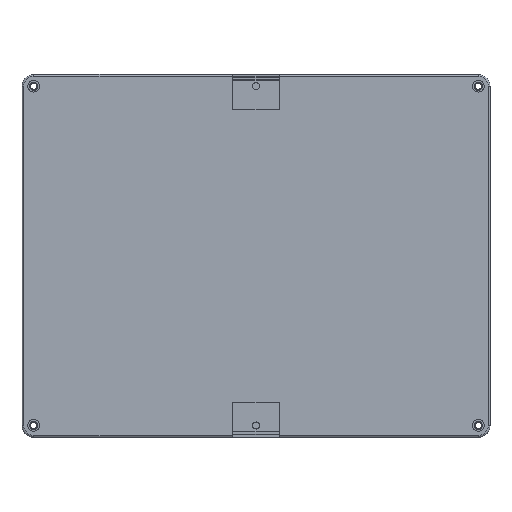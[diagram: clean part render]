
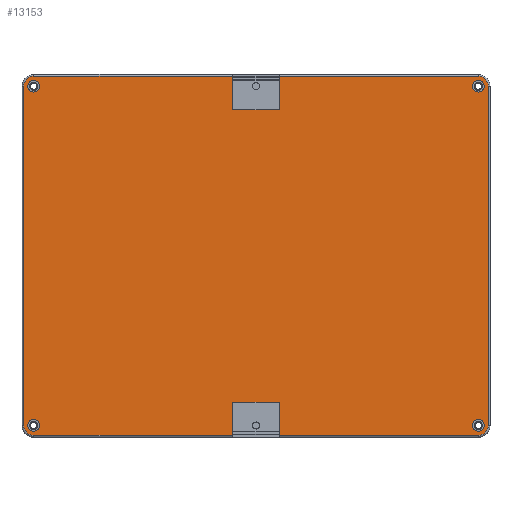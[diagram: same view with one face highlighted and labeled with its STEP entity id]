
A CAD part, top view. The second image highlights one B-rep face of the part: STEP entity #13153.
In plain terms, the highlighted planar face has unit normal (0, 0, 1).
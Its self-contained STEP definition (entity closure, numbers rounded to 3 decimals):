
#11593=CARTESIAN_POINT('',(-190.,-145.,20.));
#11594=DIRECTION('',(0.,0.,-1.));
#11595=DIRECTION('',(-1.,0.,0.));
#11596=AXIS2_PLACEMENT_3D('',#11593,#11594,#11595);
#11601=CARTESIAN_POINT('',(-190.,-145.,20.));
#11602=DIRECTION('',(0.,0.,-1.));
#11603=DIRECTION('',(1.,0.,0.));
#11604=AXIS2_PLACEMENT_3D('',#11601,#11602,#11603);
#11609=CARTESIAN_POINT('',(-190.,145.,20.));
#11610=DIRECTION('',(0.,0.,-1.));
#11611=DIRECTION('',(-1.,0.,0.));
#11612=AXIS2_PLACEMENT_3D('',#11609,#11610,#11611);
#11617=CARTESIAN_POINT('',(-190.,145.,20.));
#11618=DIRECTION('',(0.,0.,-1.));
#11619=DIRECTION('',(1.,0.,0.));
#11620=AXIS2_PLACEMENT_3D('',#11617,#11618,#11619);
#11625=CARTESIAN_POINT('',(190.,145.,20.));
#11626=DIRECTION('',(0.,0.,-1.));
#11627=DIRECTION('',(-1.,0.,0.));
#11628=AXIS2_PLACEMENT_3D('',#11625,#11626,#11627);
#11633=CARTESIAN_POINT('',(190.,145.,20.));
#11634=DIRECTION('',(0.,0.,-1.));
#11635=DIRECTION('',(1.,0.,0.));
#11636=AXIS2_PLACEMENT_3D('',#11633,#11634,#11635);
#11641=CARTESIAN_POINT('',(190.,-145.,20.));
#11642=DIRECTION('',(0.,0.,-1.));
#11643=DIRECTION('',(-1.,0.,0.));
#11644=AXIS2_PLACEMENT_3D('',#11641,#11642,#11643);
#11649=CARTESIAN_POINT('',(190.,-145.,20.));
#11650=DIRECTION('',(0.,0.,-1.));
#11651=DIRECTION('',(1.,0.,0.));
#11652=AXIS2_PLACEMENT_3D('',#11649,#11650,#11651);
#11657=DIRECTION('',(0.,1.,0.));
#11658=VECTOR('',#11657,28.5);
#11659=CARTESIAN_POINT('',(-20.,-153.5,20.));
#11660=LINE('',#11659,#11658);
#11664=DIRECTION('',(0.,-1.,0.));
#11665=VECTOR('',#11664,28.5);
#11666=CARTESIAN_POINT('',(-20.,153.5,20.));
#11667=LINE('',#11666,#11665);
#11671=DIRECTION('',(1.,0.,0.));
#11672=VECTOR('',#11671,40.);
#11673=CARTESIAN_POINT('',(-20.,125.,20.));
#11674=LINE('',#11673,#11672);
#11678=DIRECTION('',(0.,-1.,0.));
#11679=VECTOR('',#11678,28.5);
#11680=CARTESIAN_POINT('',(20.,153.5,20.));
#11681=LINE('',#11680,#11679);
#11685=DIRECTION('',(0.,1.,0.));
#11686=VECTOR('',#11685,28.5);
#11687=CARTESIAN_POINT('',(20.,-153.5,20.));
#11688=LINE('',#11687,#11686);
#11692=DIRECTION('',(-1.,0.,0.));
#11693=VECTOR('',#11692,40.);
#11694=CARTESIAN_POINT('',(20.,-125.,20.));
#11695=LINE('',#11694,#11693);
#11929=CARTESIAN_POINT('',(-190.,-145.,20.));
#11930=DIRECTION('',(0.,0.,1.));
#11931=DIRECTION('',(-1.,0.,0.));
#11932=AXIS2_PLACEMENT_3D('',#11929,#11930,#11931);
#11968=DIRECTION('',(1.,0.,0.));
#11969=VECTOR('',#11968,170.);
#11970=CARTESIAN_POINT('',(-190.,-153.5,20.));
#11971=LINE('',#11970,#11969);
#11975=DIRECTION('',(1.,0.,0.));
#11976=VECTOR('',#11975,170.);
#11977=CARTESIAN_POINT('',(20.,-153.5,20.));
#11978=LINE('',#11977,#11976);
#12361=DIRECTION('',(-1.,0.,0.));
#12362=VECTOR('',#12361,170.);
#12363=CARTESIAN_POINT('',(-20.,153.5,20.));
#12364=LINE('',#12363,#12362);
#12390=DIRECTION('',(-1.,0.,0.));
#12391=VECTOR('',#12390,170.);
#12392=CARTESIAN_POINT('',(190.,153.5,20.));
#12393=LINE('',#12392,#12391);
#12397=CARTESIAN_POINT('',(-190.,145.,20.));
#12398=DIRECTION('',(0.,0.,1.));
#12399=DIRECTION('',(0.,1.,0.));
#12400=AXIS2_PLACEMENT_3D('',#12397,#12398,#12399);
#12421=DIRECTION('',(0.,-1.,0.));
#12422=VECTOR('',#12421,290.);
#12423=CARTESIAN_POINT('',(-198.5,145.,20.));
#12424=LINE('',#12423,#12422);
#12457=CARTESIAN_POINT('',(190.,145.,20.));
#12458=DIRECTION('',(0.,0.,1.));
#12459=DIRECTION('',(1.,0.,0.));
#12460=AXIS2_PLACEMENT_3D('',#12457,#12458,#12459);
#12495=DIRECTION('',(0.,1.,0.));
#12496=VECTOR('',#12495,290.);
#12497=CARTESIAN_POINT('',(198.5,-145.,20.));
#12498=LINE('',#12497,#12496);
#12517=CARTESIAN_POINT('',(190.,-145.,20.));
#12518=DIRECTION('',(0.,0.,1.));
#12519=DIRECTION('',(0.,-1.,0.));
#12520=AXIS2_PLACEMENT_3D('',#12517,#12518,#12519);
#12772=CARTESIAN_POINT('',(-195.,-145.,20.));
#12773=CARTESIAN_POINT('',(-185.,-145.,20.));
#12774=VERTEX_POINT('',#12772);
#12775=VERTEX_POINT('',#12773);
#12780=CARTESIAN_POINT('',(-195.,145.,20.));
#12781=CARTESIAN_POINT('',(-185.,145.,20.));
#12782=VERTEX_POINT('',#12780);
#12783=VERTEX_POINT('',#12781);
#12788=CARTESIAN_POINT('',(185.,145.,20.));
#12789=CARTESIAN_POINT('',(195.,145.,20.));
#12790=VERTEX_POINT('',#12788);
#12791=VERTEX_POINT('',#12789);
#12796=CARTESIAN_POINT('',(185.,-145.,20.));
#12797=CARTESIAN_POINT('',(195.,-145.,20.));
#12798=VERTEX_POINT('',#12796);
#12799=VERTEX_POINT('',#12797);
#12832=CARTESIAN_POINT('',(190.,-153.5,20.));
#12833=CARTESIAN_POINT('',(198.5,-145.,20.));
#12834=VERTEX_POINT('',#12832);
#12835=VERTEX_POINT('',#12833);
#12840=CARTESIAN_POINT('',(198.5,145.,20.));
#12841=VERTEX_POINT('',#12840);
#12844=CARTESIAN_POINT('',(190.,153.5,20.));
#12845=VERTEX_POINT('',#12844);
#12848=CARTESIAN_POINT('',(-190.,153.5,20.));
#12849=CARTESIAN_POINT('',(-198.5,145.,20.));
#12850=VERTEX_POINT('',#12848);
#12851=VERTEX_POINT('',#12849);
#12856=CARTESIAN_POINT('',(-198.5,-145.,20.));
#12857=VERTEX_POINT('',#12856);
#12860=CARTESIAN_POINT('',(-190.,-153.5,20.));
#12861=VERTEX_POINT('',#12860);
#12880=CARTESIAN_POINT('',(-20.,-153.5,20.));
#12881=CARTESIAN_POINT('',(-20.,-125.,20.));
#12882=VERTEX_POINT('',#12880);
#12883=VERTEX_POINT('',#12881);
#12884=CARTESIAN_POINT('',(20.,-153.5,20.));
#12885=CARTESIAN_POINT('',(20.,-125.,20.));
#12886=VERTEX_POINT('',#12884);
#12887=VERTEX_POINT('',#12885);
#12888=CARTESIAN_POINT('',(-20.,153.5,20.));
#12889=CARTESIAN_POINT('',(-20.,125.,20.));
#12890=VERTEX_POINT('',#12888);
#12891=VERTEX_POINT('',#12889);
#12892=CARTESIAN_POINT('',(20.,125.,20.));
#12893=VERTEX_POINT('',#12892);
#12894=CARTESIAN_POINT('',(20.,153.5,20.));
#12895=VERTEX_POINT('',#12894);
#13091=CARTESIAN_POINT('',(0.,0.,20.));
#13092=DIRECTION('',(0.,0.,1.));
#13093=DIRECTION('',(-1.,0.,0.));
#13094=AXIS2_PLACEMENT_3D('',#13091,#13092,#13093);
#13095=PLANE('',#13094);
#13097=ORIENTED_EDGE('',*,*,#13096,.F.);
#13099=ORIENTED_EDGE('',*,*,#13098,.F.);
#13101=ORIENTED_EDGE('',*,*,#13100,.F.);
#13103=ORIENTED_EDGE('',*,*,#13102,.F.);
#13105=ORIENTED_EDGE('',*,*,#13104,.F.);
#13107=ORIENTED_EDGE('',*,*,#13106,.F.);
#13109=ORIENTED_EDGE('',*,*,#13108,.T.);
#13111=ORIENTED_EDGE('',*,*,#13110,.T.);
#13113=ORIENTED_EDGE('',*,*,#13112,.F.);
#13115=ORIENTED_EDGE('',*,*,#13114,.F.);
#13117=ORIENTED_EDGE('',*,*,#13116,.F.);
#13119=ORIENTED_EDGE('',*,*,#13118,.F.);
#13121=ORIENTED_EDGE('',*,*,#13120,.F.);
#13123=ORIENTED_EDGE('',*,*,#13122,.F.);
#13125=ORIENTED_EDGE('',*,*,#13124,.T.);
#13127=ORIENTED_EDGE('',*,*,#13126,.T.);
#13128=EDGE_LOOP('',(#13097,#13099,#13101,#13103,#13105,#13107,#13109,#13111,
#13113,#13115,#13117,#13119,#13121,#13123,#13125,#13127));
#13129=FACE_OUTER_BOUND('',#13128,.F.);
#13131=ORIENTED_EDGE('',*,*,#13130,.F.);
#13133=ORIENTED_EDGE('',*,*,#13132,.F.);
#13134=EDGE_LOOP('',(#13131,#13133));
#13135=FACE_BOUND('',#13134,.F.);
#13137=ORIENTED_EDGE('',*,*,#13136,.F.);
#13139=ORIENTED_EDGE('',*,*,#13138,.F.);
#13140=EDGE_LOOP('',(#13137,#13139));
#13141=FACE_BOUND('',#13140,.F.);
#13142=ORIENTED_EDGE('',*,*,#13081,.F.);
#13144=ORIENTED_EDGE('',*,*,#13143,.F.);
#13145=EDGE_LOOP('',(#13142,#13144));
#13146=FACE_BOUND('',#13145,.F.);
#13148=ORIENTED_EDGE('',*,*,#13147,.F.);
#13150=ORIENTED_EDGE('',*,*,#13149,.F.);
#13151=EDGE_LOOP('',(#13148,#13150));
#13152=FACE_BOUND('',#13151,.F.);
#13153=ADVANCED_FACE('',(#13129,#13135,#13141,#13146,#13152),#13095,.T.);
#11597=CIRCLE('',#11596,5.);
#11605=CIRCLE('',#11604,5.);
#11613=CIRCLE('',#11612,5.);
#11621=CIRCLE('',#11620,5.);
#11629=CIRCLE('',#11628,5.);
#11637=CIRCLE('',#11636,5.);
#11645=CIRCLE('',#11644,5.);
#11653=CIRCLE('',#11652,5.);
#11933=CIRCLE('',#11932,8.5);
#12401=CIRCLE('',#12400,8.5);
#12461=CIRCLE('',#12460,8.5);
#12521=CIRCLE('',#12520,8.5);
#13081=EDGE_CURVE('',#12790,#12791,#11629,.T.);
#13096=EDGE_CURVE('',#12882,#12883,#11660,.T.);
#13098=EDGE_CURVE('',#12861,#12882,#11971,.T.);
#13100=EDGE_CURVE('',#12857,#12861,#11933,.T.);
#13102=EDGE_CURVE('',#12851,#12857,#12424,.T.);
#13104=EDGE_CURVE('',#12850,#12851,#12401,.T.);
#13106=EDGE_CURVE('',#12890,#12850,#12364,.T.);
#13108=EDGE_CURVE('',#12890,#12891,#11667,.T.);
#13110=EDGE_CURVE('',#12891,#12893,#11674,.T.);
#13112=EDGE_CURVE('',#12895,#12893,#11681,.T.);
#13114=EDGE_CURVE('',#12845,#12895,#12393,.T.);
#13116=EDGE_CURVE('',#12841,#12845,#12461,.T.);
#13118=EDGE_CURVE('',#12835,#12841,#12498,.T.);
#13120=EDGE_CURVE('',#12834,#12835,#12521,.T.);
#13122=EDGE_CURVE('',#12886,#12834,#11978,.T.);
#13124=EDGE_CURVE('',#12886,#12887,#11688,.T.);
#13126=EDGE_CURVE('',#12887,#12883,#11695,.T.);
#13130=EDGE_CURVE('',#12774,#12775,#11597,.T.);
#13132=EDGE_CURVE('',#12775,#12774,#11605,.T.);
#13136=EDGE_CURVE('',#12782,#12783,#11613,.T.);
#13138=EDGE_CURVE('',#12783,#12782,#11621,.T.);
#13143=EDGE_CURVE('',#12791,#12790,#11637,.T.);
#13147=EDGE_CURVE('',#12798,#12799,#11645,.T.);
#13149=EDGE_CURVE('',#12799,#12798,#11653,.T.);
